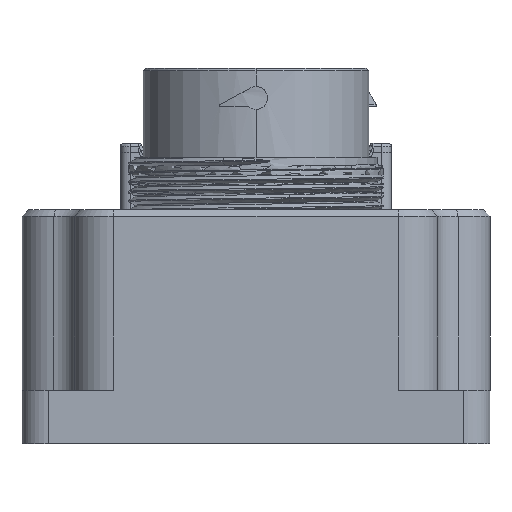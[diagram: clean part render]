
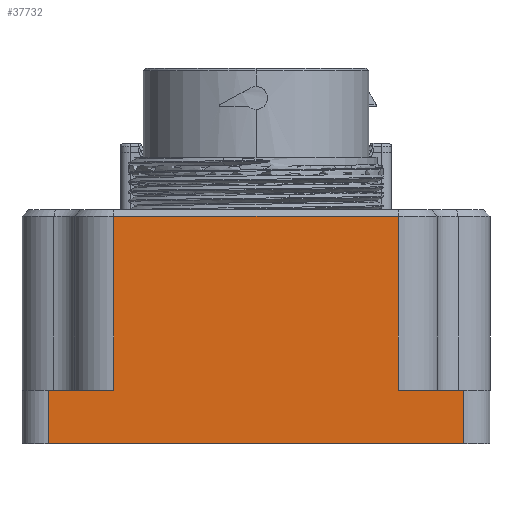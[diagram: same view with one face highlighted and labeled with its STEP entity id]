
A CAD part, left-side view. The second image highlights one B-rep face of the part: STEP entity #37732.
In plain terms, the highlighted planar face has unit normal (-1, 0, 0).
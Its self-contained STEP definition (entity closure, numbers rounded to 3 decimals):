
#4549 = VERTEX_POINT ( 'NONE', #95456 ) ;
#4588 = CARTESIAN_POINT ( 'NONE',  ( -63., -21.291, 34. ) ) ;
#6443 = DIRECTION ( 'NONE',  ( 0., 1., 0. ) ) ;
#7603 = CARTESIAN_POINT ( 'NONE',  ( -63., -21.291, 258. ) ) ;
#10574 = VERTEX_POINT ( 'NONE', #186491 ) ;
#13650 = ORIENTED_EDGE ( 'NONE', *, *, #180815, .F. ) ;
#13771 = ORIENTED_EDGE ( 'NONE', *, *, #147771, .T. ) ;
#17099 = EDGE_LOOP ( 'NONE', ( #13650, #66905, #22533, #86131, #13771, #43359, #95201, #91562 ) ) ;
#22533 = ORIENTED_EDGE ( 'NONE', *, *, #129052, .T. ) ;
#29165 = LINE ( 'NONE', #169645, #112353 ) ;
#29607 = VECTOR ( 'NONE', #206370, 1000. ) ;
#30820 = CARTESIAN_POINT ( 'NONE',  ( -63., 31.04, 35. ) ) ;
#33287 = PLANE ( 'NONE',  #181689 ) ;
#37454 = EDGE_CURVE ( 'NONE', #163437, #114036, #160284, .T. ) ;
#37732 = ADVANCED_FACE ( 'NONE', ( #149871 ), #33287, .F. ) ;
#40971 = DIRECTION ( 'NONE',  ( 0., 0., -1. ) ) ;
#43359 = ORIENTED_EDGE ( 'NONE', *, *, #122721, .T. ) ;
#45938 = CARTESIAN_POINT ( 'NONE',  ( -63., -21.291, 8. ) ) ;
#49955 = DIRECTION ( 'NONE',  ( 0., 1., 0. ) ) ;
#55426 = VECTOR ( 'NONE', #107370, 1000. ) ;
#56992 = CARTESIAN_POINT ( 'NONE',  ( -63., -21.291, 8. ) ) ;
#57677 = CARTESIAN_POINT ( 'NONE',  ( -63., 21.291, 8. ) ) ;
#58452 = VECTOR ( 'NONE', #86115, 1000. ) ;
#61808 = CARTESIAN_POINT ( 'NONE',  ( -63., 31.04, 8. ) ) ;
#66905 = ORIENTED_EDGE ( 'NONE', *, *, #37454, .T. ) ;
#71959 = CARTESIAN_POINT ( 'NONE',  ( -63., 31.04, 8. ) ) ;
#73684 = LINE ( 'NONE', #7603, #162008 ) ;
#75495 = EDGE_CURVE ( 'NONE', #126059, #110795, #84153, .T. ) ;
#84153 = LINE ( 'NONE', #61808, #128267 ) ;
#86115 = DIRECTION ( 'NONE',  ( 0., 0., -1. ) ) ;
#86131 = ORIENTED_EDGE ( 'NONE', *, *, #75495, .F. ) ;
#89289 = CARTESIAN_POINT ( 'NONE',  ( -63., 21.291, 34. ) ) ;
#91562 = ORIENTED_EDGE ( 'NONE', *, *, #180787, .F. ) ;
#92476 = EDGE_CURVE ( 'NONE', #10574, #4549, #146803, .T. ) ;
#95201 = ORIENTED_EDGE ( 'NONE', *, *, #92476, .F. ) ;
#95456 = CARTESIAN_POINT ( 'NONE',  ( -63., -31.04, 0. ) ) ;
#95872 = CARTESIAN_POINT ( 'NONE',  ( -63., 31.04, 0. ) ) ;
#97012 = DIRECTION ( 'NONE',  ( 0., 0., -1. ) ) ;
#107370 = DIRECTION ( 'NONE',  ( 0., 0., -1. ) ) ;
#110795 = VERTEX_POINT ( 'NONE', #57677 ) ;
#112353 = VECTOR ( 'NONE', #202928, 1000. ) ;
#112667 = DIRECTION ( 'NONE',  ( 0., -1., 0. ) ) ;
#114036 = VERTEX_POINT ( 'NONE', #176182 ) ;
#116281 = VECTOR ( 'NONE', #6443, 1000. ) ;
#117677 = LINE ( 'NONE', #30820, #156470 ) ;
#122721 = EDGE_CURVE ( 'NONE', #139604, #4549, #29165, .T. ) ;
#126059 = VERTEX_POINT ( 'NONE', #71959 ) ;
#128267 = VECTOR ( 'NONE', #112667, 1000. ) ;
#129052 = EDGE_CURVE ( 'NONE', #114036, #110795, #143751, .T. ) ;
#139604 = VERTEX_POINT ( 'NONE', #95872 ) ;
#143751 = LINE ( 'NONE', #173304, #55426 ) ;
#146803 = LINE ( 'NONE', #201376, #58452 ) ;
#147771 = EDGE_CURVE ( 'NONE', #126059, #139604, #117677, .T. ) ;
#149399 = DIRECTION ( 'NONE',  ( 1., 0., 0. ) ) ;
#149871 = FACE_OUTER_BOUND ( 'NONE', #17099, .T. ) ;
#156470 = VECTOR ( 'NONE', #97012, 1000. ) ;
#160284 = LINE ( 'NONE', #89289, #116281 ) ;
#162008 = VECTOR ( 'NONE', #40971, 1000. ) ;
#163437 = VERTEX_POINT ( 'NONE', #4588 ) ;
#169645 = CARTESIAN_POINT ( 'NONE',  ( -63., 31.04, 0. ) ) ;
#173304 = CARTESIAN_POINT ( 'NONE',  ( -63., 21.291, 258. ) ) ;
#176182 = CARTESIAN_POINT ( 'NONE',  ( -63., 21.291, 34. ) ) ;
#180787 = EDGE_CURVE ( 'NONE', #189554, #10574, #206093, .T. ) ;
#180815 = EDGE_CURVE ( 'NONE', #163437, #189554, #73684, .T. ) ;
#181689 = AXIS2_PLACEMENT_3D ( 'NONE', #215428, #149399, #49955 ) ;
#186491 = CARTESIAN_POINT ( 'NONE',  ( -63., -31.04, 8. ) ) ;
#189554 = VERTEX_POINT ( 'NONE', #45938 ) ;
#201376 = CARTESIAN_POINT ( 'NONE',  ( -63., -31.04, 35. ) ) ;
#202928 = DIRECTION ( 'NONE',  ( 0., -1., 0. ) ) ;
#206093 = LINE ( 'NONE', #56992, #29607 ) ;
#206370 = DIRECTION ( 'NONE',  ( 0., -1., 0. ) ) ;
#215428 = CARTESIAN_POINT ( 'NONE',  ( -63., 31.04, 35. ) ) ;
